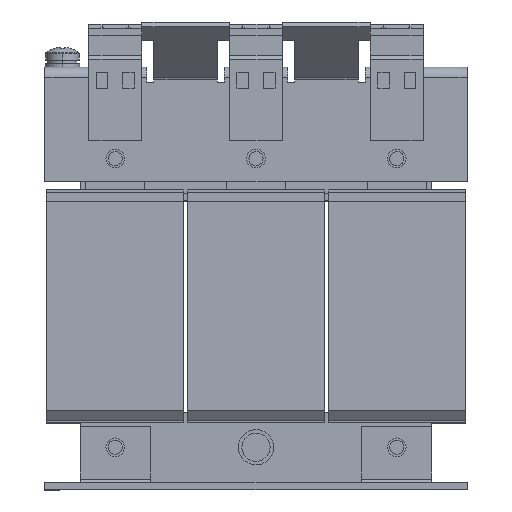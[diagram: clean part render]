
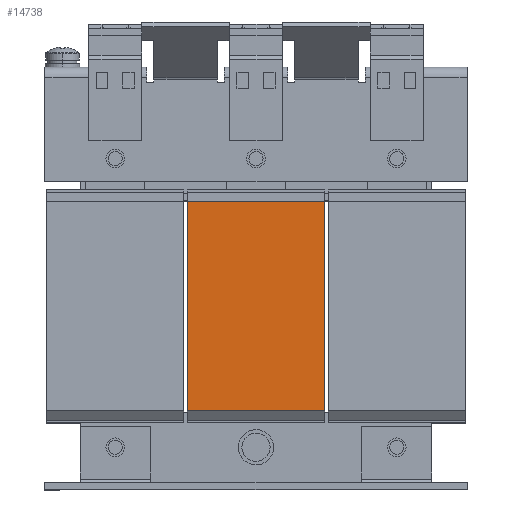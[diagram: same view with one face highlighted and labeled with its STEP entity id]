
A CAD part, top view. The second image highlights one B-rep face of the part: STEP entity #14738.
In plain terms, the highlighted planar face has unit normal (0, 0, 1).
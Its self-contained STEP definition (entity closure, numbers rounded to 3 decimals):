
#135 = CARTESIAN_POINT ( 'NONE',  ( 19.5, -30.7, 22.9 ) ) ;
#191 = DIRECTION ( 'NONE',  ( -1., 0., 0. ) ) ;
#3009 = CARTESIAN_POINT ( 'NONE',  ( -19.5, -30.7, 22.9 ) ) ;
#5555 = LINE ( 'NONE', #135, #12183 ) ;
#6893 = ORIENTED_EDGE ( 'NONE', *, *, #13082, .T. ) ;
#7068 = EDGE_CURVE ( 'Defeature ausgef�hrt1_158+Defeature ausgef�hrt1_136+Defeature ausgef�hrt1_157+Defeature ausgef�hrt1_137', #12439, #18179, #14686, .T. ) ;
#8259 = VERTEX_POINT ( 'NONE', #19491 ) ;
#9665 = DIRECTION ( 'NONE',  ( 0., 0., -1. ) ) ;
#9750 = PLANE ( 'NONE',  #10590 ) ;
#9795 = ORIENTED_EDGE ( 'NONE', *, *, #7068, .F. ) ;
#10305 = CARTESIAN_POINT ( 'NONE',  ( 19.5, 28.7, 22.9 ) ) ;
#10510 = CARTESIAN_POINT ( 'NONE',  ( -19.5, 28.7, 22.9 ) ) ;
#10590 = AXIS2_PLACEMENT_3D ( 'NONE', #25801, #9665, #13728 ) ;
#11955 = EDGE_CURVE ( 'Defeature ausgef�hrt1_136+Defeature ausgef�hrt1_157+Defeature ausgef�hrt1_158+Defeature ausgef�hrt1_159', #12439, #8259, #18099, .T. ) ;
#12183 = VECTOR ( 'NONE', #20284, 1000. ) ;
#12363 = DIRECTION ( 'NONE',  ( 0., -1., 0. ) ) ;
#12439 = VERTEX_POINT ( 'NONE', #20408 ) ;
#13082 = EDGE_CURVE ( 'Defeature ausgef�hrt1_136+Defeature ausgef�hrt1_159+Defeature ausgef�hrt1_157+Defeature ausgef�hrt1_137', #8259, #24430, #20264, .T. ) ;
#13706 = CARTESIAN_POINT ( 'NONE',  ( 19.5, 28.7, 22.9 ) ) ;
#13728 = DIRECTION ( 'NONE',  ( 0., 1., 0. ) ) ;
#14686 = LINE ( 'NONE', #13706, #21876 ) ;
#14738 = ADVANCED_FACE ( 'Defeature ausgef�hrt1_136', ( #18507 ), #9750, .F. ) ;
#16853 = VECTOR ( 'NONE', #191, 1000. ) ;
#18099 = LINE ( 'NONE', #10305, #16853 ) ;
#18179 = VERTEX_POINT ( 'NONE', #23825 ) ;
#18507 = FACE_OUTER_BOUND ( 'NONE', #19873, .T. ) ;
#18817 = ORIENTED_EDGE ( 'NONE', *, *, #11955, .T. ) ;
#19491 = CARTESIAN_POINT ( 'NONE',  ( -19.5, 28.7, 22.9 ) ) ;
#19873 = EDGE_LOOP ( 'NONE', ( #6893, #22883, #9795, #18817 ) ) ;
#20264 = LINE ( 'NONE', #10510, #24931 ) ;
#20284 = DIRECTION ( 'NONE',  ( -1., 0., 0. ) ) ;
#20408 = CARTESIAN_POINT ( 'NONE',  ( 19.5, 28.7, 22.9 ) ) ;
#21579 = EDGE_CURVE ( 'Defeature ausgef�hrt1_137+Defeature ausgef�hrt1_136+Defeature ausgef�hrt1_158+Defeature ausgef�hrt1_159', #18179, #24430, #5555, .T. ) ;
#21876 = VECTOR ( 'NONE', #25877, 1000. ) ;
#22883 = ORIENTED_EDGE ( 'NONE', *, *, #21579, .F. ) ;
#23825 = CARTESIAN_POINT ( 'NONE',  ( 19.5, -30.7, 22.9 ) ) ;
#24430 = VERTEX_POINT ( 'NONE', #3009 ) ;
#24931 = VECTOR ( 'NONE', #12363, 1000. ) ;
#25801 = CARTESIAN_POINT ( 'NONE',  ( 19.5, 28.7, 22.9 ) ) ;
#25877 = DIRECTION ( 'NONE',  ( 0., -1., 0. ) ) ;
